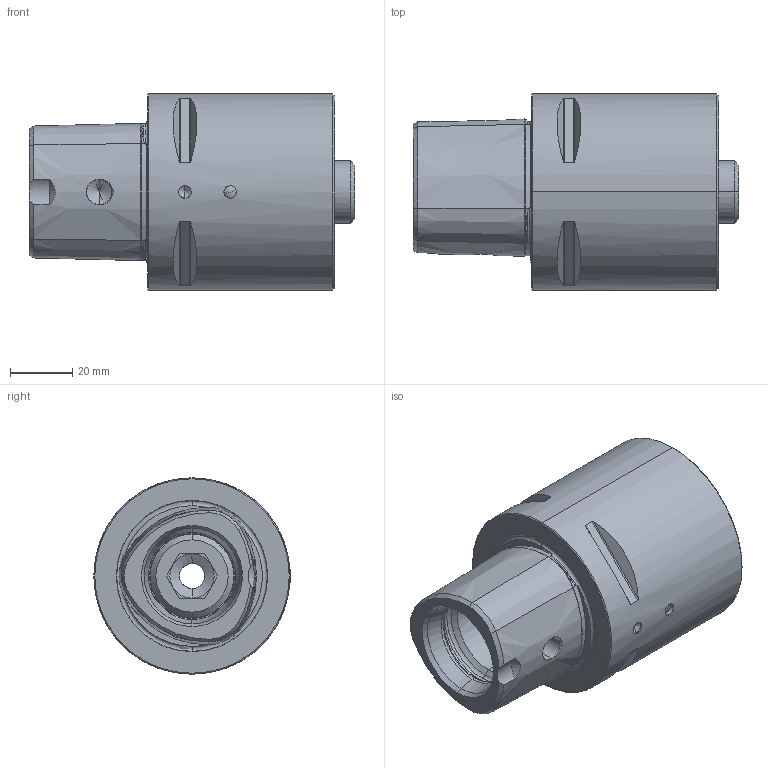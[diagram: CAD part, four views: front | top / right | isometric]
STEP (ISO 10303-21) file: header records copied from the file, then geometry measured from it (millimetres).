
FILE_DESCRIPTION (( 'STEP AP214' ), '1' );
FILE_NAME ('PS6.PS6.K01.060.STEP', '2020-09-16T11:02:04', ( '' ), ( '' ), 'SwSTEP 2.0', 'SolidWorks 2017', '' );
FILE_SCHEMA (( 'AUTOMOTIVE_DESIGN' ));
Length unit declared in the file: millimetre
Products named in the file (4): ISO 8745-4x12_PreviewCfg; PS6.PS6.K01.060; PS6-PS6.K01.060_B; PS6-ER1.K01.062_A_PreviewCfg
Assembly tree (3 placements, depth 2):
  PS6.PS6.K01.060
    PS6-PS6.K01.060_B
    PS6-ER1.K01.062_A_PreviewCfg
    ISO 8745-4x12_PreviewCfg
Bounding box: 104.5 x 63 x 63 mm (x, y, z)
Volume: 168161.5 mm3; surface area: 41683.6 mm2
Topology: 3 solids, 3 shells, 200 faces, 454 edges, 266 vertices
Faces by surface type: cone 63, cylinder 46, torus 44, plane 43, sphere 4
Entity records: 6383 total; most frequent: CARTESIAN_POINT 1738, DIRECTION 1009, ORIENTED_EDGE 900, EDGE_CURVE 450, AXIS2_PLACEMENT_3D 431, VERTEX_POINT 266, CIRCLE 225, EDGE_LOOP 220
